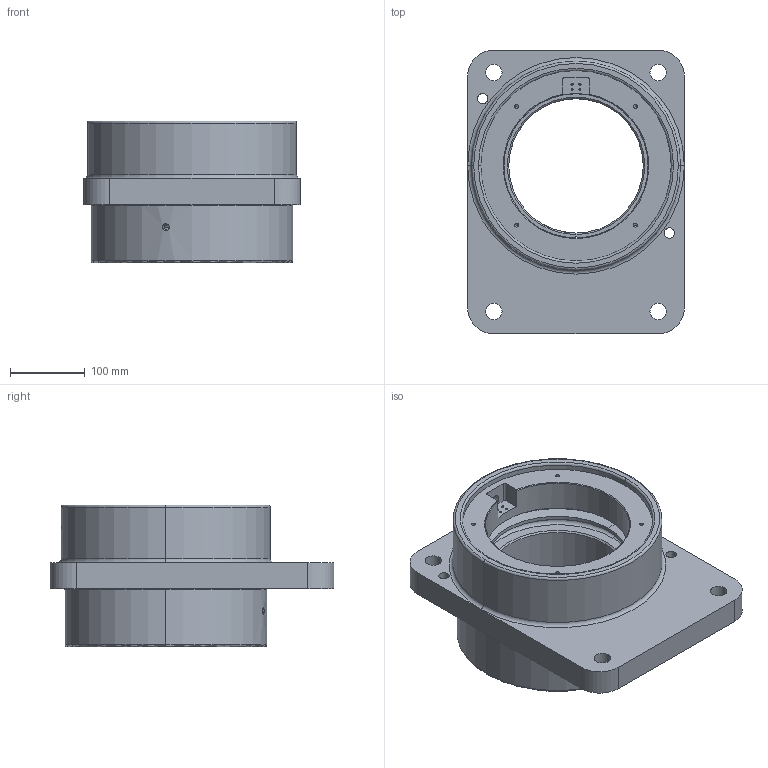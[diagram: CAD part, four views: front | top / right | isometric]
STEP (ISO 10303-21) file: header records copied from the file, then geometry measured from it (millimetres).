
FILE_DESCRIPTION (( 'STEP AP214' ), '1' );
FILE_NAME ('412CC4S02_曲軸合銅座.STEP', '2023-11-02T08:52:43', ( '' ), ( '' ), 'SwSTEP 2.0', 'SolidWorks 2020', '' );
FILE_SCHEMA (( 'AUTOMOTIVE_DESIGN' ));
Length unit declared in the file: millimetre
Products named in the file (1): 412CC4S02_曲軸合銅座
Bounding box: 290 x 380 x 190 mm (x, y, z)
Volume: 7228278.2 mm3; surface area: 505610.1 mm2
Topology: 1 solids, 1 shells, 190 faces, 461 edges, 267 vertices
Faces by surface type: cylinder 86, torus 39, cone 33, plane 25, sphere 7
Entity records: 6230 total; most frequent: CARTESIAN_POINT 1503, DIRECTION 1006, ORIENTED_EDGE 886, EDGE_CURVE 443, AXIS2_PLACEMENT_3D 428, VERTEX_POINT 267, CIRCLE 237, EDGE_LOOP 222
